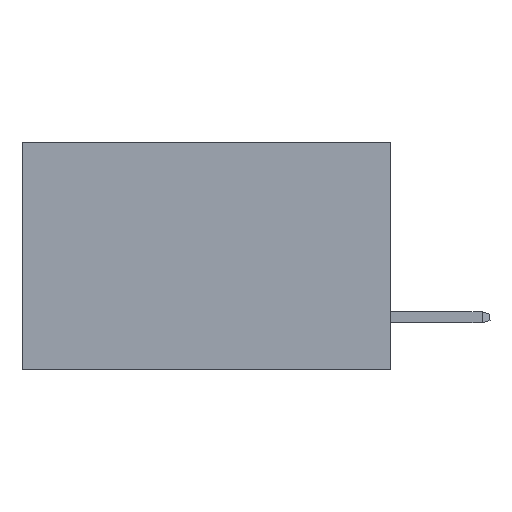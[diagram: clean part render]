
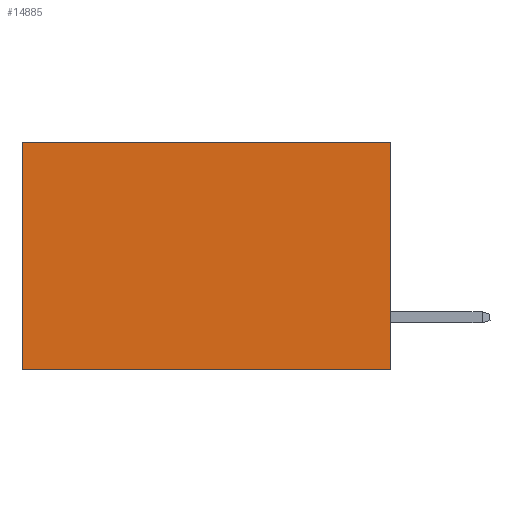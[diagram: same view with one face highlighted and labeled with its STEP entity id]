
A CAD part, left-side view. The second image highlights one B-rep face of the part: STEP entity #14885.
In plain terms, the highlighted planar face has unit normal (-1, 0, 0).
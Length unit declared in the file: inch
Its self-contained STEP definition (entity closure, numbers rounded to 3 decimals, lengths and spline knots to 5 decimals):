
#901 = CARTESIAN_POINT ( 'NONE',  ( 0.2875, 0., -0.37 ) ) ;
#1020 = ORIENTED_EDGE ( 'NONE', *, *, #3219, .T. ) ;
#1474 = AXIS2_PLACEMENT_3D ( 'NONE', #4590, #17179, #6485 ) ;
#2271 = VERTEX_POINT ( 'NONE', #6130 ) ;
#3219 = EDGE_CURVE ( 'NONE', #18267, #11575, #7589, .T. ) ;
#3236 = ORIENTED_EDGE ( 'NONE', *, *, #23252, .T. ) ;
#4590 = CARTESIAN_POINT ( 'NONE',  ( 0.2875, 0., 0. ) ) ;
#5060 = CARTESIAN_POINT ( 'NONE',  ( 0.2875, 0., 0. ) ) ;
#6130 = CARTESIAN_POINT ( 'NONE',  ( 0.2875, 0., 0. ) ) ;
#6485 = DIRECTION ( 'NONE',  ( 0., 0., -1. ) ) ;
#6894 = ORIENTED_EDGE ( 'NONE', *, *, #14941, .F. ) ;
#7589 = LINE ( 'NONE', #20260, #11247 ) ;
#10623 = CARTESIAN_POINT ( 'NONE',  ( 0.2875, 0.6, -0.37 ) ) ;
#11247 = VECTOR ( 'NONE', #19553, 39.37008 ) ;
#11575 = VERTEX_POINT ( 'NONE', #10623 ) ;
#11838 = PLANE ( 'NONE',  #1474 ) ;
#12103 = VECTOR ( 'NONE', #19467, 39.37008 ) ;
#12919 = ORIENTED_EDGE ( 'NONE', *, *, #13395, .F. ) ;
#13395 = EDGE_CURVE ( 'NONE', #2271, #23372, #21047, .T. ) ;
#13680 = LINE ( 'NONE', #20544, #17843 ) ;
#13770 = CARTESIAN_POINT ( 'NONE',  ( 0.2875, 0., -0.37 ) ) ;
#14885 = ADVANCED_FACE ( 'NONE', ( #18421 ), #11838, .F. ) ;
#14941 = EDGE_CURVE ( 'NONE', #23372, #11575, #22055, .T. ) ;
#15543 = DIRECTION ( 'NONE',  ( 0., 1., 0. ) ) ;
#17075 = CARTESIAN_POINT ( 'NONE',  ( 0.2875, 0.6, 0. ) ) ;
#17179 = DIRECTION ( 'NONE',  ( 1., 0., 0. ) ) ;
#17843 = VECTOR ( 'NONE', #18704, 39.37008 ) ;
#17847 = VECTOR ( 'NONE', #15543, 39.37008 ) ;
#18267 = VERTEX_POINT ( 'NONE', #17075 ) ;
#18421 = FACE_OUTER_BOUND ( 'NONE', #21143, .T. ) ;
#18704 = DIRECTION ( 'NONE',  ( 0., 1., 0. ) ) ;
#19467 = DIRECTION ( 'NONE',  ( 0., 0., -1. ) ) ;
#19553 = DIRECTION ( 'NONE',  ( 0., 0., -1. ) ) ;
#20260 = CARTESIAN_POINT ( 'NONE',  ( 0.2875, 0.6, 0. ) ) ;
#20544 = CARTESIAN_POINT ( 'NONE',  ( 0.2875, 0., 0. ) ) ;
#21047 = LINE ( 'NONE', #5060, #12103 ) ;
#21143 = EDGE_LOOP ( 'NONE', ( #1020, #6894, #12919, #3236 ) ) ;
#22055 = LINE ( 'NONE', #13770, #17847 ) ;
#23252 = EDGE_CURVE ( 'NONE', #2271, #18267, #13680, .T. ) ;
#23372 = VERTEX_POINT ( 'NONE', #901 ) ;
